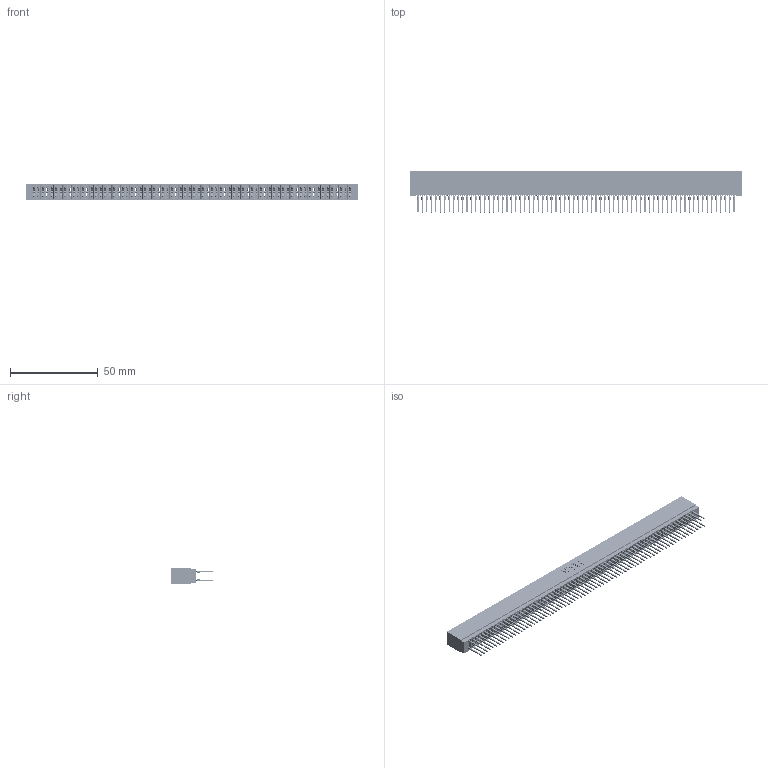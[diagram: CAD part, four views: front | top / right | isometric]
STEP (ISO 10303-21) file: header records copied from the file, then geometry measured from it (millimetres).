
FILE_DESCRIPTION (( 'STEP AP203' ), '1' );
FILE_NAME ('725-144-522-201.STEP', '2026-02-25T21:57:41', ( '' ), ( '' ), 'SwSTEP 2.0', 'SolidWorks 2023', '' );
FILE_SCHEMA (( 'CONFIG_CONTROL_DESIGN' ));
Length unit declared in the file: millimetre
Products named in the file (3): 725-144-522-201; 745-292-001_522; 725 Part_Insulator Option - 01
Assembly tree (145 placements, depth 2):
  725-144-522-201
    725 Part_Insulator Option - 01
    745-292-001_522  x144
Bounding box: 189.48 x 23.51 x 8.89 mm (x, y, z)
Volume: 15027.7 mm3; surface area: 32912.9 mm2
Topology: 145 solids, 145 shells, 12983 faces, 34886 edges, 21912 vertices
Faces by surface type: plane 6679, bspline 2880, cylinder 2560, torus 864
Entity records: 117082 total; most frequent: CARTESIAN_POINT 20799, ORIENTED_EDGE 20294, DIRECTION 17705, EDGE_CURVE 10147, VECTOR 9533, LINE 9533, VERTEX_POINT 6468, AXIS2_PLACEMENT_3D 4086
